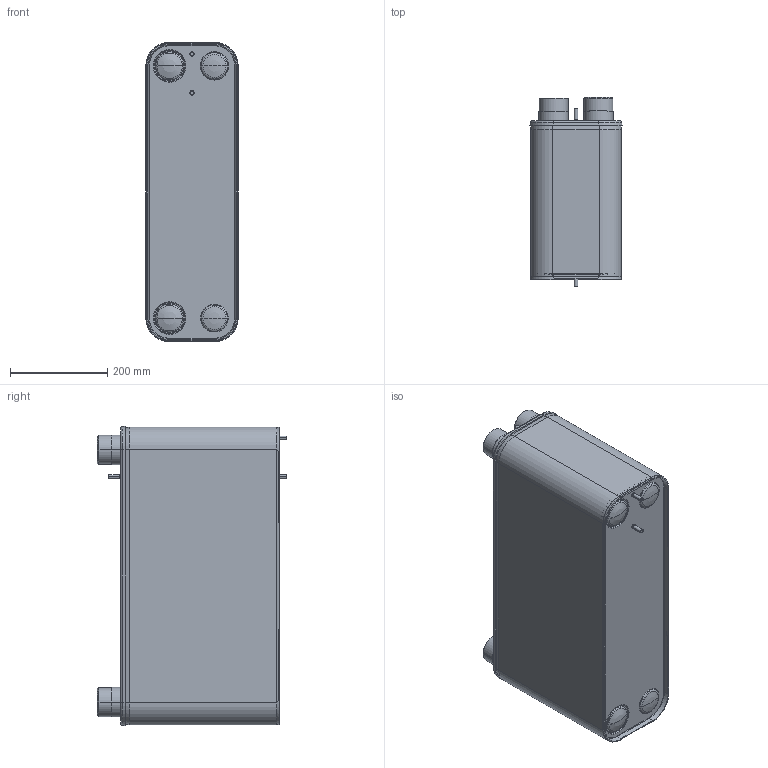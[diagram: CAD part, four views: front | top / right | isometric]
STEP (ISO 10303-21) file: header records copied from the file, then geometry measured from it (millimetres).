
FILE_DESCRIPTION((''),'2;1');
FILE_NAME('CB112_150H_3287135440_ASM','2016-01-22T',('cnshipu'),(''),'PRO/ENGINEER BY PARAMETRIC TECHNOLOGY CORPORATION, 2014200','PRO/ENGINEER BY PARAMETRIC TECHNOLOGY CORPORATION, 2014200','');
FILE_SCHEMA(('CONFIG_CONTROL_DESIGN'));
Length unit declared in the file: millimetre
Products named in the file (7): CB112_150_CH_BLOCK; CB112_FP_S1S2S3S4_51; CB112_PP; B23_ISO_228-1; LABEL_STD; 34562605-02; CB112_150H_3287135440_ASM
Assembly tree (12 placements, depth 2):
  CB112_150H_3287135440_ASM
    CB112_150_CH_BLOCK
    CB112_FP_S1S2S3S4_51
    CB112_PP
    B23_ISO_228-1  x4
    LABEL_STD
    34562605-02  x4
Bounding box: 190.02 x 389.2 x 616.22 mm (x, y, z)
Volume: 32245831.4 mm3; surface area: 1541774.6 mm2
Topology: 19 solids, 27 shells, 679 faces, 1593 edges, 988 vertices
Faces by surface type: plane 281, cylinder 154, torus 106, cone 106, bspline 16, sphere 16
Entity records: 16605 total; most frequent: CARTESIAN_POINT 3401, DIRECTION 2839, ORIENTED_EDGE 2606, EDGE_CURVE 1307, AXIS2_PLACEMENT_3D 1050, VERTEX_POINT 820, VECTOR 739, LINE 739
